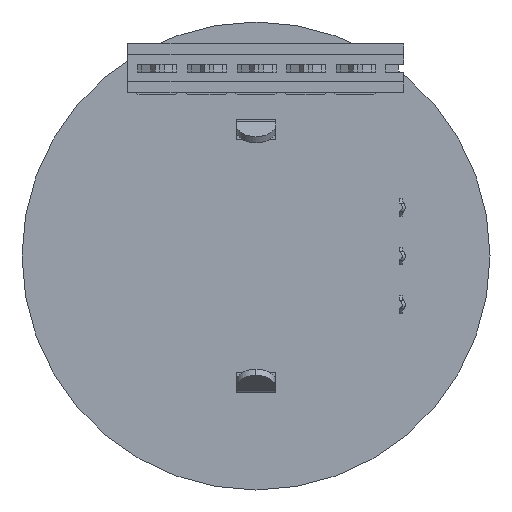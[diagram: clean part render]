
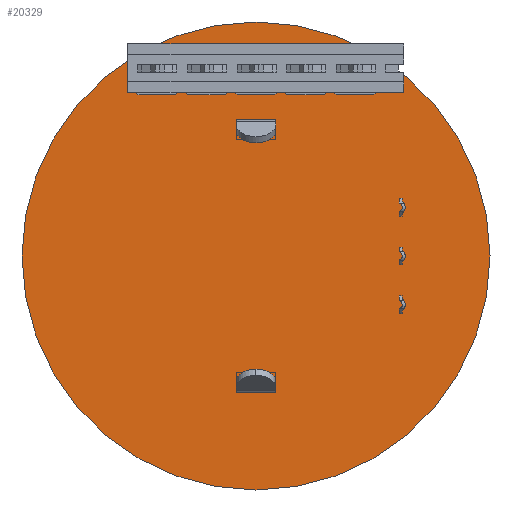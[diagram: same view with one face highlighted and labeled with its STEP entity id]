
A CAD part, front view. The second image highlights one B-rep face of the part: STEP entity #20329.
In plain terms, the highlighted planar face has unit normal (0, -1, 0).
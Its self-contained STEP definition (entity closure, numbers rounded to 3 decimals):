
#822 = CIRCLE ( 'NONE', #13059, 0.75 ) ;
#916 = ORIENTED_EDGE ( 'NONE', *, *, #37710, .T. ) ;
#927 = AXIS2_PLACEMENT_3D ( 'NONE', #15347, #19151, #15985 ) ;
#1065 = CIRCLE ( 'NONE', #3073, 12. ) ;
#1294 = EDGE_CURVE ( 'NONE', #18514, #31077, #1065, .T. ) ;
#1363 = AXIS2_PLACEMENT_3D ( 'NONE', #19238, #12919, #22580 ) ;
#2174 = FACE_BOUND ( 'NONE', #28884, .T. ) ;
#2723 = DIRECTION ( 'NONE',  ( 0., 0., 1. ) ) ;
#2841 = DIRECTION ( 'NONE',  ( 0., 0., 1. ) ) ;
#3035 = DIRECTION ( 'NONE',  ( 0., 0., 1. ) ) ;
#3073 = AXIS2_PLACEMENT_3D ( 'NONE', #12457, #14989, #37732 ) ;
#3816 = DIRECTION ( 'NONE',  ( 0., 1., 0. ) ) ;
#5135 = EDGE_LOOP ( 'NONE', ( #35852, #8211 ) ) ;
#6017 = CARTESIAN_POINT ( 'NONE',  ( -17.1, 5.947, 0. ) ) ;
#6372 = AXIS2_PLACEMENT_3D ( 'NONE', #23434, #7208, #36510 ) ;
#6384 = EDGE_CURVE ( 'NONE', #37332, #40302, #30370, .T. ) ;
#6620 = CARTESIAN_POINT ( 'NONE',  ( -17.1, 5.947, 12. ) ) ;
#7208 = DIRECTION ( 'NONE',  ( 0., 1., 0. ) ) ;
#7791 = DIRECTION ( 'NONE',  ( 0., 0., 1. ) ) ;
#7835 = CARTESIAN_POINT ( 'NONE',  ( -22.18, 5.947, 10.25 ) ) ;
#7917 = AXIS2_PLACEMENT_3D ( 'NONE', #13124, #32484, #25930 ) ;
#8211 = ORIENTED_EDGE ( 'NONE', *, *, #39335, .T. ) ;
#8552 = DIRECTION ( 'NONE',  ( 0., 0., 1. ) ) ;
#8969 = DIRECTION ( 'NONE',  ( 0., 1., 0. ) ) ;
#8975 = FACE_BOUND ( 'NONE', #5135, .T. ) ;
#9349 = CIRCLE ( 'NONE', #39619, 0.75 ) ;
#10443 = EDGE_LOOP ( 'NONE', ( #22154, #19645 ) ) ;
#10928 = VERTEX_POINT ( 'NONE', #30283 ) ;
#11216 = AXIS2_PLACEMENT_3D ( 'NONE', #6017, #31953, #40812 ) ;
#11580 = VERTEX_POINT ( 'NONE', #16218 ) ;
#12390 = DIRECTION ( 'NONE',  ( 0., 1., 0. ) ) ;
#12457 = CARTESIAN_POINT ( 'NONE',  ( -17.1, 5.947, 0. ) ) ;
#12779 = FACE_OUTER_BOUND ( 'NONE', #18452, .T. ) ;
#12919 = DIRECTION ( 'NONE',  ( 0., 1., 0. ) ) ;
#13059 = AXIS2_PLACEMENT_3D ( 'NONE', #39462, #36947, #40092 ) ;
#13124 = CARTESIAN_POINT ( 'NONE',  ( -19.64, 5.947, 9.5 ) ) ;
#13147 = ORIENTED_EDGE ( 'NONE', *, *, #1294, .F. ) ;
#14019 = CIRCLE ( 'NONE', #38198, 0.75 ) ;
#14225 = EDGE_CURVE ( 'NONE', #31077, #18514, #20924, .T. ) ;
#14446 = CIRCLE ( 'NONE', #39292, 0.75 ) ;
#14989 = DIRECTION ( 'NONE',  ( 0., 1., 0. ) ) ;
#15347 = CARTESIAN_POINT ( 'NONE',  ( -17.1, 5.947, 9.5 ) ) ;
#15985 = DIRECTION ( 'NONE',  ( 0., 0., 1. ) ) ;
#16218 = CARTESIAN_POINT ( 'NONE',  ( -19.64, 5.947, 8.75 ) ) ;
#16299 = EDGE_CURVE ( 'NONE', #36155, #40983, #41264, .T. ) ;
#16500 = ORIENTED_EDGE ( 'NONE', *, *, #24073, .T. ) ;
#17909 = CARTESIAN_POINT ( 'NONE',  ( -17.1, 5.947, 10.25 ) ) ;
#18452 = EDGE_LOOP ( 'NONE', ( #13147, #40410 ) ) ;
#18514 = VERTEX_POINT ( 'NONE', #23974 ) ;
#18732 = CARTESIAN_POINT ( 'NONE',  ( -17.1, 5.947, 0. ) ) ;
#18738 = VERTEX_POINT ( 'NONE', #41692 ) ;
#19151 = DIRECTION ( 'NONE',  ( 0., 1., 0. ) ) ;
#19163 = CARTESIAN_POINT ( 'NONE',  ( -12.02, 5.947, 9.5 ) ) ;
#19238 = CARTESIAN_POINT ( 'NONE',  ( -12.02, 5.947, 9.5 ) ) ;
#19510 = EDGE_CURVE ( 'NONE', #27854, #10928, #26569, .T. ) ;
#19645 = ORIENTED_EDGE ( 'NONE', *, *, #26416, .T. ) ;
#20329 = ADVANCED_FACE ( 'NONE', ( #2174, #28138, #25194, #8975, #28359, #12779 ), #31105, .F. ) ;
#20924 = CIRCLE ( 'NONE', #31686, 12. ) ;
#21749 = VERTEX_POINT ( 'NONE', #32191 ) ;
#21961 = CARTESIAN_POINT ( 'NONE',  ( -22.18, 5.947, 9.5 ) ) ;
#22000 = EDGE_LOOP ( 'NONE', ( #916, #35972 ) ) ;
#22154 = ORIENTED_EDGE ( 'NONE', *, *, #19510, .T. ) ;
#22580 = DIRECTION ( 'NONE',  ( 0., 0., 1. ) ) ;
#22634 = DIRECTION ( 'NONE',  ( 0., 0., 1. ) ) ;
#23083 = AXIS2_PLACEMENT_3D ( 'NONE', #21961, #28285, #2723 ) ;
#23434 = CARTESIAN_POINT ( 'NONE',  ( -14.56, 5.947, 9.5 ) ) ;
#23974 = CARTESIAN_POINT ( 'NONE',  ( -17.1, 5.947, -12. ) ) ;
#23997 = CARTESIAN_POINT ( 'NONE',  ( -12.02, 5.947, 8.75 ) ) ;
#24073 = EDGE_CURVE ( 'NONE', #40983, #36155, #9349, .T. ) ;
#25194 = FACE_BOUND ( 'NONE', #10443, .T. ) ;
#25930 = DIRECTION ( 'NONE',  ( 0., 0., 1. ) ) ;
#26416 = EDGE_CURVE ( 'NONE', #10928, #27854, #822, .T. ) ;
#26567 = CIRCLE ( 'NONE', #6372, 0.75 ) ;
#26569 = CIRCLE ( 'NONE', #927, 0.75 ) ;
#26637 = CARTESIAN_POINT ( 'NONE',  ( -22.18, 5.947, 9.5 ) ) ;
#27550 = ORIENTED_EDGE ( 'NONE', *, *, #16299, .T. ) ;
#27854 = VERTEX_POINT ( 'NONE', #17909 ) ;
#28138 = FACE_BOUND ( 'NONE', #22000, .T. ) ;
#28285 = DIRECTION ( 'NONE',  ( 0., 1., 0. ) ) ;
#28359 = FACE_BOUND ( 'NONE', #31579, .T. ) ;
#28884 = EDGE_LOOP ( 'NONE', ( #39995, #38234 ) ) ;
#29109 = AXIS2_PLACEMENT_3D ( 'NONE', #34898, #12390, #7791 ) ;
#29150 = EDGE_CURVE ( 'NONE', #18738, #11580, #32175, .T. ) ;
#30283 = CARTESIAN_POINT ( 'NONE',  ( -17.1, 5.947, 8.75 ) ) ;
#30370 = CIRCLE ( 'NONE', #1363, 0.75 ) ;
#31077 = VERTEX_POINT ( 'NONE', #6620 ) ;
#31105 = PLANE ( 'NONE',  #11216 ) ;
#31579 = EDGE_LOOP ( 'NONE', ( #27550, #16500 ) ) ;
#31686 = AXIS2_PLACEMENT_3D ( 'NONE', #18732, #41284, #3035 ) ;
#31953 = DIRECTION ( 'NONE',  ( 0., 1., 0. ) ) ;
#32175 = CIRCLE ( 'NONE', #7917, 0.75 ) ;
#32191 = CARTESIAN_POINT ( 'NONE',  ( -14.56, 5.947, 10.25 ) ) ;
#32484 = DIRECTION ( 'NONE',  ( 0., 1., 0. ) ) ;
#34392 = EDGE_CURVE ( 'NONE', #38300, #21749, #37233, .T. ) ;
#34898 = CARTESIAN_POINT ( 'NONE',  ( -14.56, 5.947, 9.5 ) ) ;
#35253 = CARTESIAN_POINT ( 'NONE',  ( -22.18, 5.947, 8.75 ) ) ;
#35852 = ORIENTED_EDGE ( 'NONE', *, *, #29150, .T. ) ;
#35972 = ORIENTED_EDGE ( 'NONE', *, *, #34392, .T. ) ;
#36155 = VERTEX_POINT ( 'NONE', #7835 ) ;
#36510 = DIRECTION ( 'NONE',  ( 0., 0., 1. ) ) ;
#36947 = DIRECTION ( 'NONE',  ( 0., 1., 0. ) ) ;
#37233 = CIRCLE ( 'NONE', #29109, 0.75 ) ;
#37332 = VERTEX_POINT ( 'NONE', #23997 ) ;
#37360 = EDGE_CURVE ( 'NONE', #40302, #37332, #14446, .T. ) ;
#37704 = DIRECTION ( 'NONE',  ( 0., 1., 0. ) ) ;
#37710 = EDGE_CURVE ( 'NONE', #21749, #38300, #26567, .T. ) ;
#37732 = DIRECTION ( 'NONE',  ( 0., 0., 1. ) ) ;
#37854 = CARTESIAN_POINT ( 'NONE',  ( -19.64, 5.947, 9.5 ) ) ;
#38073 = CARTESIAN_POINT ( 'NONE',  ( -14.56, 5.947, 8.75 ) ) ;
#38198 = AXIS2_PLACEMENT_3D ( 'NONE', #37854, #8969, #8552 ) ;
#38234 = ORIENTED_EDGE ( 'NONE', *, *, #6384, .T. ) ;
#38300 = VERTEX_POINT ( 'NONE', #38073 ) ;
#39292 = AXIS2_PLACEMENT_3D ( 'NONE', #19163, #37704, #2841 ) ;
#39335 = EDGE_CURVE ( 'NONE', #11580, #18738, #14019, .T. ) ;
#39462 = CARTESIAN_POINT ( 'NONE',  ( -17.1, 5.947, 9.5 ) ) ;
#39619 = AXIS2_PLACEMENT_3D ( 'NONE', #26637, #3816, #22634 ) ;
#39995 = ORIENTED_EDGE ( 'NONE', *, *, #37360, .T. ) ;
#40092 = DIRECTION ( 'NONE',  ( 0., 0., 1. ) ) ;
#40302 = VERTEX_POINT ( 'NONE', #41751 ) ;
#40410 = ORIENTED_EDGE ( 'NONE', *, *, #14225, .F. ) ;
#40812 = DIRECTION ( 'NONE',  ( 0., 0., 1. ) ) ;
#40983 = VERTEX_POINT ( 'NONE', #35253 ) ;
#41264 = CIRCLE ( 'NONE', #23083, 0.75 ) ;
#41284 = DIRECTION ( 'NONE',  ( 0., 1., 0. ) ) ;
#41692 = CARTESIAN_POINT ( 'NONE',  ( -19.64, 5.947, 10.25 ) ) ;
#41751 = CARTESIAN_POINT ( 'NONE',  ( -12.02, 5.947, 10.25 ) ) ;
